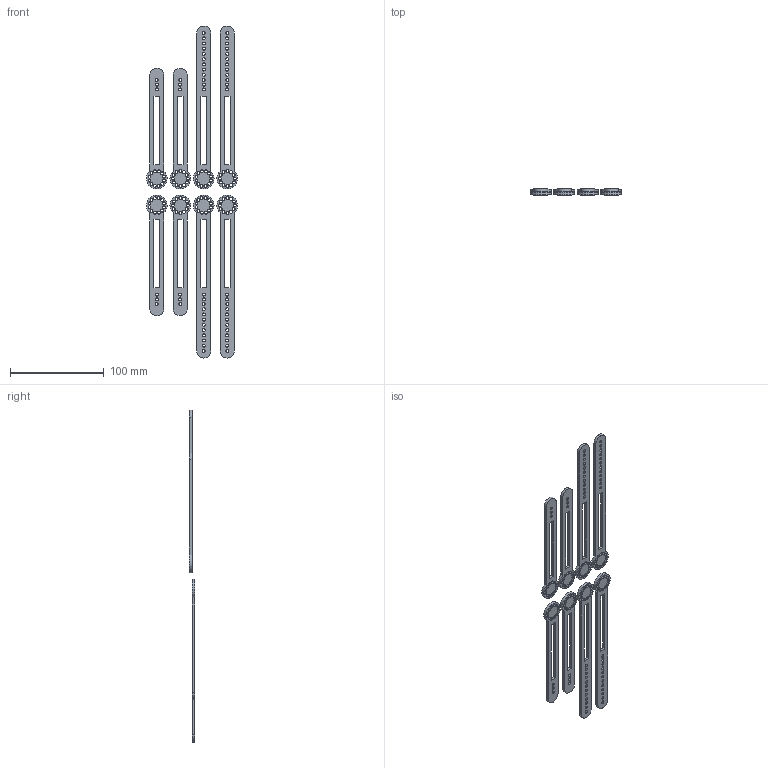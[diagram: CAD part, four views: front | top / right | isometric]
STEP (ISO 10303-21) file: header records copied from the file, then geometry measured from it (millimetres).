
FILE_DESCRIPTION(/* description */ (''),/* implementation_level */ '2;1');
FILE_NAME(/* name */ 'Swing Arm (15 degrees offset).step',/* time_stamp */ '2023-07-30T19:26:46+08:00',/* author */ (''),/* organization */ (''),/* preprocessor_version */ 'ST-DEVELOPER v19.2',/* originating_system */ 'Autodesk Translation Framework v11.17.0.187',/* authorisation */ '');
FILE_SCHEMA (('AUTOMOTIVE_DESIGN { 1 0 10303 214 3 1 1 }'));
Length unit declared in the file: millimetre
Products named in the file (1): Swing Arm (15 degrees offset)
Bounding box: 96.99 x 6 x 353.5 mm (x, y, z)
Volume: 41170.3 mm3; surface area: 43579.4 mm2
Topology: 8 solids, 8 shells, 236 faces, 660 edges, 440 vertices
Faces by surface type: cylinder 172, plane 64
Full cylindrical faces by diameter (mm): 3.1 x156
Entity records: 8450 total; most frequent: DIRECTION 1478, CARTESIAN_POINT 1337, ORIENTED_EDGE 1320, EDGE_CURVE 660, AXIS2_PLACEMENT_3D 581, EDGE_LOOP 564, VERTEX_POINT 440, CIRCLE 344
